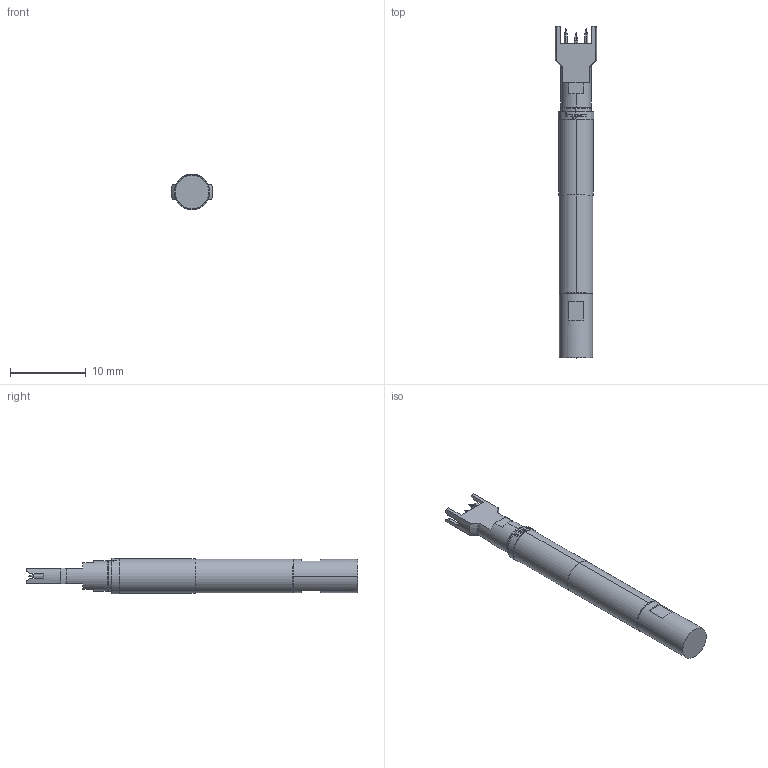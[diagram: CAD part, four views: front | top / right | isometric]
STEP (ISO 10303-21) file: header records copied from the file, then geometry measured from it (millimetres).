
FILE_DESCRIPTION (( 'STEP AP203' ), '1' );
FILE_NAME ('INGUN_HFS-8x0_201_051_A_xx29_V2-VZ.STEP', '2022-04-26T12:27:12', ( 'ochi' ), ( '' ), 'SwSTEP 2.0', 'SolidWorks 2018', '' );
FILE_SCHEMA (( 'CONFIG_CONTROL_DESIGN' ));
Length unit declared in the file: millimetre
Products named in the file (1): INGUN_HFS-8x0_201_051_A_xx29_V2-VZ
Bounding box: 5.5 x 43.8 x 4.7 mm (x, y, z)
Volume: 606.1 mm3; surface area: 637.3 mm2
Topology: 1 solids, 1 shells, 146 faces, 376 edges, 243 vertices
Faces by surface type: plane 63, bspline 35, cylinder 34, cone 14
Entity records: 5417 total; most frequent: CARTESIAN_POINT 2262, ORIENTED_EDGE 740, DIRECTION 464, EDGE_CURVE 370, VERTEX_POINT 243, B_SPLINE_CURVE_WITH_KNOTS 197, AXIS2_PLACEMENT_3D 187, EDGE_LOOP 163
